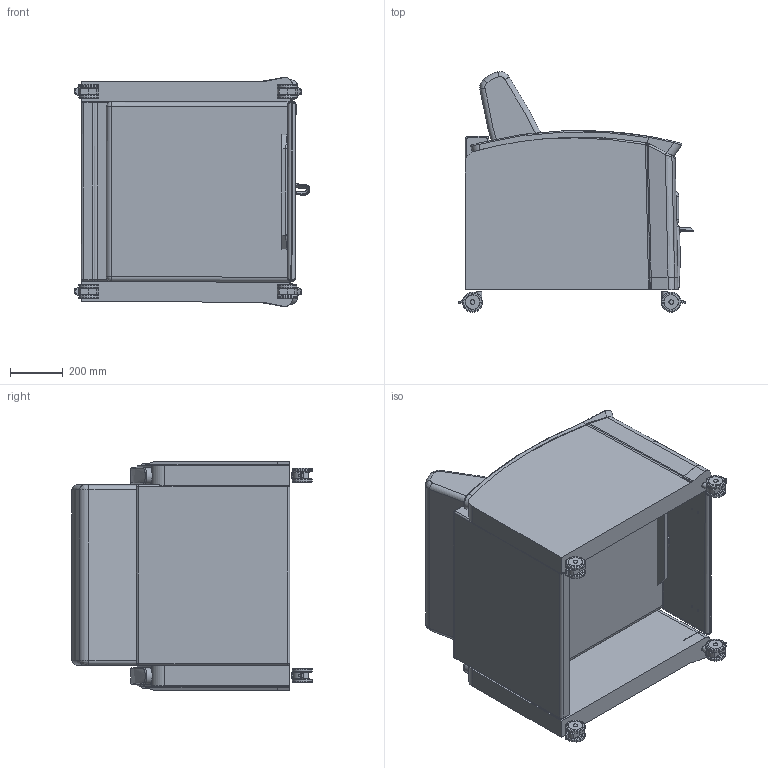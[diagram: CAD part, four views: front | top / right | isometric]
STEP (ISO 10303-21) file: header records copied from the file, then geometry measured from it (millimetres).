
FILE_DESCRIPTION(/* description */ (''),/* implementation_level */ '2;1');
FILE_NAME(/* name */ 'H1700U-W-J sitting.stp',/* time_stamp */ '2019-05-30T10:24:29-04:00',/* author */ ('emehringer'),/* organization */ (''),/* preprocessor_version */ 'ST-DEVELOPER v16.13',/* originating_system */ 'Autodesk Inventor 2018',/* authorisation */ '');
FILE_SCHEMA (('AUTOMOTIVE_DESIGN { 1 0 10303 214 3 1 1 }'));
Length unit declared in the file: inch
Products named in the file (15): H1700U-W-J sitting (generic); UFBACK E0700; UOBACK E0700; UPOUT 0700; USEAT 0700; CAST COL 3"LC; CAST COL LOCK; CAST COL 3IN CENTER; CAST COL 3IN WHEEL; CAST COL 3IN INNER WHEEL; USEATX 0700; HA1700 ARM L; HA1700 ARM R; HA1010 MACL BLK; HA1010 MACR BLK
Assembly tree (19 placements, depth 3):
  H1700U-W-J sitting (generic)
    UFBACK E0700
    UOBACK E0700
    UPOUT 0700
    USEAT 0700
    CAST COL 3"LC  x4
      CAST COL 3IN WHEEL
      CAST COL LOCK
      CAST COL 3IN CENTER
      CAST COL 3IN INNER WHEEL
    USEATX 0700
    HA1700 ARM L
    HA1700 ARM R
    HA1010 MACL BLK
    HA1010 MACR BLK
Bounding box: 898.11 x 915.18 x 870.81 mm (x, y, z)
Volume: 265107271.1 mm3; surface area: 7421200.2 mm2
Topology: 33 solids, 33 shells, 709 faces, 1540 edges, 926 vertices
Faces by surface type: cylinder 244, plane 175, torus 125, bspline 111, sphere 54
Full cylindrical faces by diameter (mm): 7.938 x7, 9.525 x4, 17.462 x4, 17.475 x4, 17.526 x8, 20.747 x4, 55.88 x8, 55.956 x8, 75.006 x8
Entity records: 18178 total; most frequent: CARTESIAN_POINT 8865, DIRECTION 1838, ORIENTED_EDGE 1788, EDGE_CURVE 894, AXIS2_PLACEMENT_3D 767, VERTEX_POINT 546, EDGE_LOOP 468, FACE_OUTER_BOUND 415
